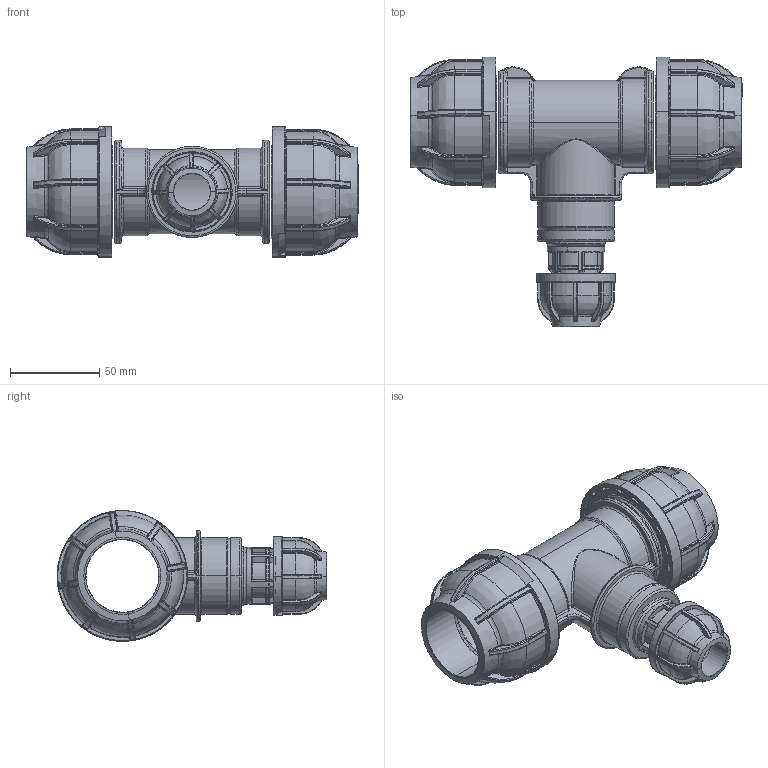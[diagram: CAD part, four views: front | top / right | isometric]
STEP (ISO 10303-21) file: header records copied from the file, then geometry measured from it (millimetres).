
FILE_DESCRIPTION (( 'STEP AP203' ), '1' );
FILE_NAME ('R247.040.020.STEP', '2016-10-19T12:02:41', ( '' ), ( '' ), 'SwSTEP 2.0', 'SolidWorks 2016', '' );
FILE_SCHEMA (( 'CONFIG_CONTROL_DESIGN' ));
Length unit declared in the file: millimetre
Products named in the file (1): R247.040.020
Bounding box: 185.68 x 150.9 x 73.11 mm (x, y, z)
Surface area: 93109.1 mm2 (no closed solid volume)
Topology: 0 solids, 68 shells, 1668 faces, 5531 edges, 3624 vertices
Faces by surface type: bspline 781, cylinder 482, plane 349, cone 56
Entity records: 87324 total; most frequent: CARTESIAN_POINT 47784, ORIENTED_EDGE 8346, DIRECTION 6792, EDGE_CURVE 5450, VERTEX_POINT 3624, AXIS2_PLACEMENT_3D 2635, B_SPLINE_CURVE_WITH_KNOTS 1835, CIRCLE 1747
